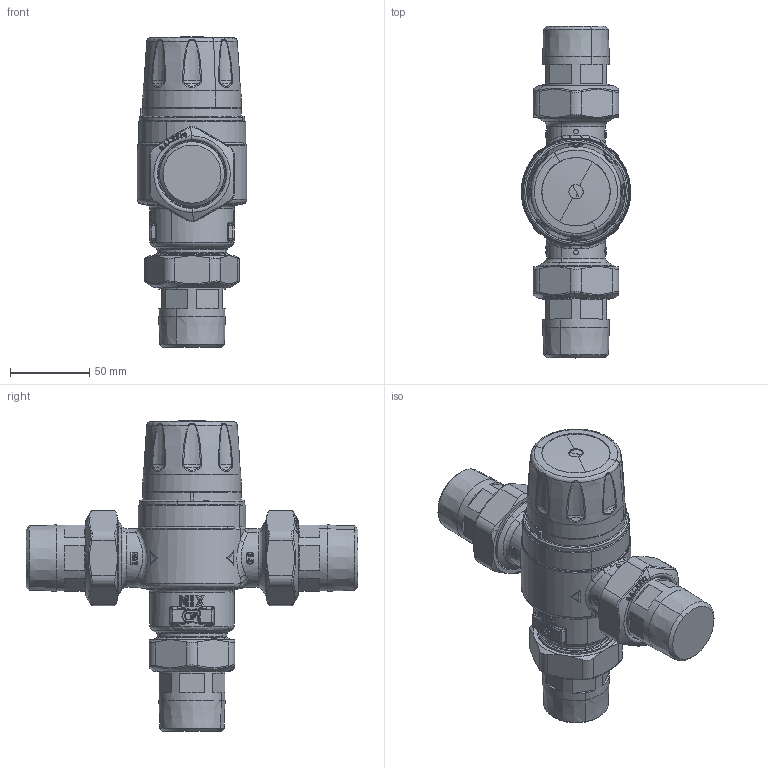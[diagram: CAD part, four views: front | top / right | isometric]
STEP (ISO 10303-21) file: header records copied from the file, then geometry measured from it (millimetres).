
FILE_DESCRIPTION(('CATIA V5 STEP Exchange','CAx-IF Rec.Pracs.--- Model Styling and Organization---1.4--- 2014-01-23','CAx-IF Rec.Pracs.---3D Tessellated Data Validation Properties---0.5---2014-09-14'),'2;1');
FILE_NAME('STEP_523170_-_TST.stp','2020-10-09T11:48:18+00:00',('none'),('none'),'CATIA Version 5-6 Release 2019 SP3','CATIA V5 STEP AP242 v1','none');
FILE_SCHEMA(('AP242_MANAGED_MODEL_BASED_3D_ENGINEERING_MIM_LF {1 0 10303 442 1 1 4}'));
Products named in the file (1): 523170 - TST
Bounding box: 68.9 x 209 x 195.47 mm (x, y, z)
Volume: 740104.2 mm3; surface area: 70907.8 mm2
Topology: 1 solids, 2 shells, 2390 faces, 5550 edges, 2967 vertices
Faces by surface type: bspline 1591, sphere 231, cylinder 207, plane 152, cone 140, torus 67, revolution 2
Entity records: 141332 total; most frequent: CARTESIAN_POINT 103069, ORIENTED_EDGE 10628, EDGE_CURVE 5314, B_SPLINE_CURVE_WITH_KNOTS 4060, VERTEX_POINT 2967, DIRECTION 2520, EDGE_LOOP 2431, ADVANCED_FACE 2390
